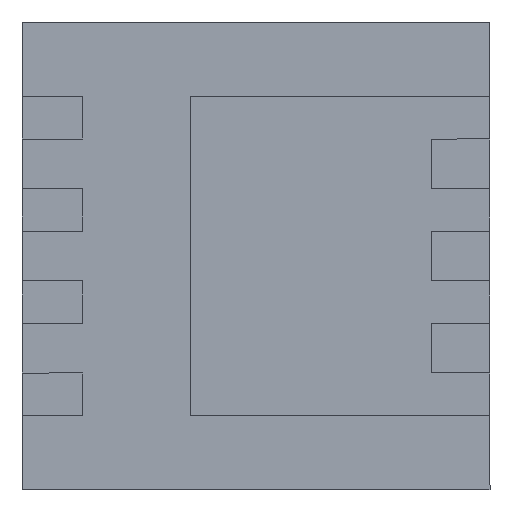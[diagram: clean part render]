
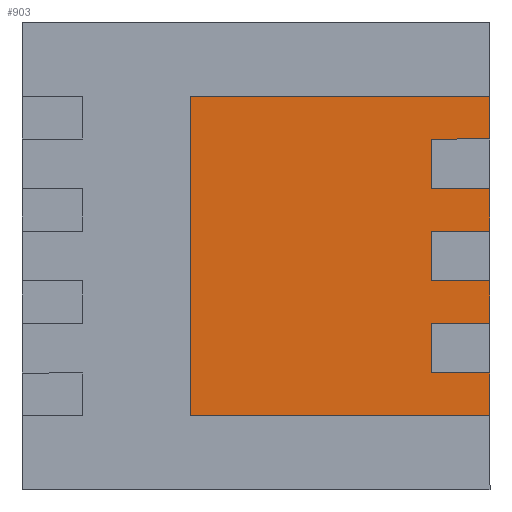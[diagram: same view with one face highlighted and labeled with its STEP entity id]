
A CAD part, front view. The second image highlights one B-rep face of the part: STEP entity #903.
In plain terms, the highlighted planar face has unit normal (0, -1, 0).
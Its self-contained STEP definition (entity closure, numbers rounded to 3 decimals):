
#57 = DIRECTION ( 'NONE',  ( 0., 0., -1. ) ) ;
#58 = LINE ( 'NONE', #1306, #2308 ) ;
#105 = DIRECTION ( 'NONE',  ( 0., 0., 1. ) ) ;
#117 = EDGE_CURVE ( 'NONE', #2290, #1697, #588, .T. ) ;
#123 = CARTESIAN_POINT ( 'NONE',  ( 1.65, 0., -0.825 ) ) ;
#155 = CARTESIAN_POINT ( 'NONE',  ( 1.24, 0., -0.475 ) ) ;
#184 = VECTOR ( 'NONE', #613, 1000. ) ;
#185 = DIRECTION ( 'NONE',  ( 1., 0., 0. ) ) ;
#191 = CARTESIAN_POINT ( 'NONE',  ( 1.65, 0., -0.175 ) ) ;
#238 = LINE ( 'NONE', #998, #1935 ) ;
#255 = EDGE_CURVE ( 'NONE', #2276, #1759, #2873, .T. ) ;
#290 = CARTESIAN_POINT ( 'NONE',  ( -0.46, 0., -1.125 ) ) ;
#323 = EDGE_CURVE ( 'NONE', #2738, #1999, #392, .T. ) ;
#344 = CARTESIAN_POINT ( 'NONE',  ( 1.24, 0., -0.175 ) ) ;
#392 = LINE ( 'NONE', #459, #1517 ) ;
#431 = ORIENTED_EDGE ( 'NONE', *, *, #1826, .T. ) ;
#455 = CARTESIAN_POINT ( 'NONE',  ( 1.24, 0., -0.825 ) ) ;
#459 = CARTESIAN_POINT ( 'NONE',  ( -0.46, 0., 1.125 ) ) ;
#498 = CARTESIAN_POINT ( 'NONE',  ( 1.24, 0., 0.175 ) ) ;
#500 = VECTOR ( 'NONE', #1334, 1000. ) ;
#550 = CARTESIAN_POINT ( 'NONE',  ( 0., 0., 0. ) ) ;
#588 = LINE ( 'NONE', #2564, #1311 ) ;
#613 = DIRECTION ( 'NONE',  ( -1., 0., 0. ) ) ;
#634 = DIRECTION ( 'NONE',  ( 1., 0., 0. ) ) ;
#639 = CARTESIAN_POINT ( 'NONE',  ( 1.65, 0., 1.125 ) ) ;
#725 = VERTEX_POINT ( 'NONE', #2364 ) ;
#771 = EDGE_CURVE ( 'NONE', #1759, #2634, #238, .T. ) ;
#790 = VERTEX_POINT ( 'NONE', #455 ) ;
#827 = LINE ( 'NONE', #2819, #2301 ) ;
#862 = CARTESIAN_POINT ( 'NONE',  ( 1.24, 0., -0.475 ) ) ;
#903 = ADVANCED_FACE ( 'NONE', ( #1514 ), #1293, .F. ) ;
#909 = ORIENTED_EDGE ( 'NONE', *, *, #255, .T. ) ;
#927 = EDGE_CURVE ( 'NONE', #1697, #1181, #827, .T. ) ;
#943 = DIRECTION ( 'NONE',  ( 0., 0., -1. ) ) ;
#949 = VERTEX_POINT ( 'NONE', #290 ) ;
#980 = ORIENTED_EDGE ( 'NONE', *, *, #1508, .T. ) ;
#998 = CARTESIAN_POINT ( 'NONE',  ( 1.24, 0., 0.475 ) ) ;
#999 = CARTESIAN_POINT ( 'NONE',  ( -0.46, 0., 1.125 ) ) ;
#1063 = CARTESIAN_POINT ( 'NONE',  ( 1.24, 0., 0.825 ) ) ;
#1071 = VERTEX_POINT ( 'NONE', #155 ) ;
#1102 = DIRECTION ( 'NONE',  ( -1., 0., 0. ) ) ;
#1115 = VECTOR ( 'NONE', #2387, 1000. ) ;
#1116 = EDGE_LOOP ( 'NONE', ( #2221, #2929, #1791, #2102, #2272, #1686, #2573, #3161, #909, #1407, #2836, #980, #2771, #2372, #1238, #431 ) ) ;
#1181 = VERTEX_POINT ( 'NONE', #498 ) ;
#1238 = ORIENTED_EDGE ( 'NONE', *, *, #2992, .T. ) ;
#1271 = VECTOR ( 'NONE', #2843, 1000. ) ;
#1293 = PLANE ( 'NONE',  #3186 ) ;
#1306 = CARTESIAN_POINT ( 'NONE',  ( 1.65, 0., -0.475 ) ) ;
#1311 = VECTOR ( 'NONE', #1102, 1000. ) ;
#1334 = DIRECTION ( 'NONE',  ( 1., 0., 0. ) ) ;
#1352 = CARTESIAN_POINT ( 'NONE',  ( 1.24, 0., 0.825 ) ) ;
#1391 = LINE ( 'NONE', #1406, #1892 ) ;
#1406 = CARTESIAN_POINT ( 'NONE',  ( 1.65, 0., -1.125 ) ) ;
#1407 = ORIENTED_EDGE ( 'NONE', *, *, #771, .T. ) ;
#1417 = CARTESIAN_POINT ( 'NONE',  ( 1.65, 0., 0.175 ) ) ;
#1429 = VECTOR ( 'NONE', #105, 1000. ) ;
#1465 = DIRECTION ( 'NONE',  ( -1., 0., 0. ) ) ;
#1476 = EDGE_CURVE ( 'NONE', #725, #2738, #1856, .T. ) ;
#1508 = EDGE_CURVE ( 'NONE', #2231, #725, #2584, .T. ) ;
#1514 = FACE_OUTER_BOUND ( 'NONE', #1116, .T. ) ;
#1517 = VECTOR ( 'NONE', #1687, 1000. ) ;
#1526 = EDGE_CURVE ( 'NONE', #2002, #790, #1884, .T. ) ;
#1584 = DIRECTION ( 'NONE',  ( 0., 1., 0. ) ) ;
#1616 = EDGE_CURVE ( 'NONE', #1181, #2276, #2266, .T. ) ;
#1657 = CARTESIAN_POINT ( 'NONE',  ( 1.65, 0., 0.475 ) ) ;
#1686 = ORIENTED_EDGE ( 'NONE', *, *, #117, .T. ) ;
#1687 = DIRECTION ( 'NONE',  ( -1., 0., 0. ) ) ;
#1697 = VERTEX_POINT ( 'NONE', #344 ) ;
#1736 = EDGE_CURVE ( 'NONE', #790, #1071, #2281, .T. ) ;
#1759 = VERTEX_POINT ( 'NONE', #3070 ) ;
#1791 = ORIENTED_EDGE ( 'NONE', *, *, #1736, .T. ) ;
#1826 = EDGE_CURVE ( 'NONE', #949, #2356, #1391, .T. ) ;
#1833 = VECTOR ( 'NONE', #1926, 1000. ) ;
#1844 = VECTOR ( 'NONE', #1972, 1000. ) ;
#1856 = LINE ( 'NONE', #639, #1115 ) ;
#1884 = LINE ( 'NONE', #2831, #184 ) ;
#1892 = VECTOR ( 'NONE', #634, 1000. ) ;
#1926 = DIRECTION ( 'NONE',  ( 0., 0., 1. ) ) ;
#1935 = VECTOR ( 'NONE', #1465, 1000. ) ;
#1972 = DIRECTION ( 'NONE',  ( 0., 0., 1. ) ) ;
#1999 = VERTEX_POINT ( 'NONE', #999 ) ;
#2002 = VERTEX_POINT ( 'NONE', #2727 ) ;
#2061 = EDGE_CURVE ( 'NONE', #2213, #2290, #2984, .T. ) ;
#2069 = CARTESIAN_POINT ( 'NONE',  ( 1.65, 0., -0.475 ) ) ;
#2100 = DIRECTION ( 'NONE',  ( 0., 0., 1. ) ) ;
#2102 = ORIENTED_EDGE ( 'NONE', *, *, #2170, .T. ) ;
#2170 = EDGE_CURVE ( 'NONE', #1071, #2213, #58, .T. ) ;
#2213 = VERTEX_POINT ( 'NONE', #2069 ) ;
#2215 = CARTESIAN_POINT ( 'NONE',  ( 1.65, 0., -0.175 ) ) ;
#2221 = ORIENTED_EDGE ( 'NONE', *, *, #2298, .T. ) ;
#2231 = VERTEX_POINT ( 'NONE', #1352 ) ;
#2266 = LINE ( 'NONE', #2403, #2514 ) ;
#2272 = ORIENTED_EDGE ( 'NONE', *, *, #2061, .T. ) ;
#2276 = VERTEX_POINT ( 'NONE', #1417 ) ;
#2281 = LINE ( 'NONE', #862, #1271 ) ;
#2290 = VERTEX_POINT ( 'NONE', #191 ) ;
#2298 = EDGE_CURVE ( 'NONE', #2356, #2002, #3163, .T. ) ;
#2301 = VECTOR ( 'NONE', #2526, 1000. ) ;
#2308 = VECTOR ( 'NONE', #3055, 1000. ) ;
#2353 = CARTESIAN_POINT ( 'NONE',  ( 1.65, 0., 0.825 ) ) ;
#2354 = CARTESIAN_POINT ( 'NONE',  ( 1.24, 0., 0.475 ) ) ;
#2356 = VERTEX_POINT ( 'NONE', #2454 ) ;
#2364 = CARTESIAN_POINT ( 'NONE',  ( 1.65, 0., 0.825 ) ) ;
#2372 = ORIENTED_EDGE ( 'NONE', *, *, #323, .T. ) ;
#2387 = DIRECTION ( 'NONE',  ( 0., 0., 1. ) ) ;
#2403 = CARTESIAN_POINT ( 'NONE',  ( 1.65, 0., 0.175 ) ) ;
#2454 = CARTESIAN_POINT ( 'NONE',  ( 1.65, 0., -1.125 ) ) ;
#2514 = VECTOR ( 'NONE', #185, 1000. ) ;
#2526 = DIRECTION ( 'NONE',  ( 0., 0., 1. ) ) ;
#2538 = EDGE_CURVE ( 'NONE', #2634, #2231, #2769, .T. ) ;
#2564 = CARTESIAN_POINT ( 'NONE',  ( 1.24, 0., -0.175 ) ) ;
#2573 = ORIENTED_EDGE ( 'NONE', *, *, #927, .T. ) ;
#2584 = LINE ( 'NONE', #2353, #500 ) ;
#2634 = VERTEX_POINT ( 'NONE', #2354 ) ;
#2727 = CARTESIAN_POINT ( 'NONE',  ( 1.65, 0., -0.825 ) ) ;
#2736 = CARTESIAN_POINT ( 'NONE',  ( 1.65, 0., 1.125 ) ) ;
#2738 = VERTEX_POINT ( 'NONE', #2736 ) ;
#2769 = LINE ( 'NONE', #1063, #1429 ) ;
#2771 = ORIENTED_EDGE ( 'NONE', *, *, #1476, .T. ) ;
#2819 = CARTESIAN_POINT ( 'NONE',  ( 1.24, 0., 0.175 ) ) ;
#2831 = CARTESIAN_POINT ( 'NONE',  ( 1.24, 0., -0.825 ) ) ;
#2836 = ORIENTED_EDGE ( 'NONE', *, *, #2538, .T. ) ;
#2843 = DIRECTION ( 'NONE',  ( 0., 0., 1. ) ) ;
#2873 = LINE ( 'NONE', #1657, #1833 ) ;
#2889 = VECTOR ( 'NONE', #943, 1000. ) ;
#2929 = ORIENTED_EDGE ( 'NONE', *, *, #1526, .T. ) ;
#2933 = VECTOR ( 'NONE', #2100, 1000. ) ;
#2941 = LINE ( 'NONE', #2955, #2889 ) ;
#2955 = CARTESIAN_POINT ( 'NONE',  ( -0.46, 0., -1.125 ) ) ;
#2984 = LINE ( 'NONE', #2215, #1844 ) ;
#2992 = EDGE_CURVE ( 'NONE', #1999, #949, #2941, .T. ) ;
#3055 = DIRECTION ( 'NONE',  ( 1., 0., 0. ) ) ;
#3070 = CARTESIAN_POINT ( 'NONE',  ( 1.65, 0., 0.475 ) ) ;
#3161 = ORIENTED_EDGE ( 'NONE', *, *, #1616, .T. ) ;
#3163 = LINE ( 'NONE', #123, #2933 ) ;
#3186 = AXIS2_PLACEMENT_3D ( 'NONE', #550, #1584, #57 ) ;
